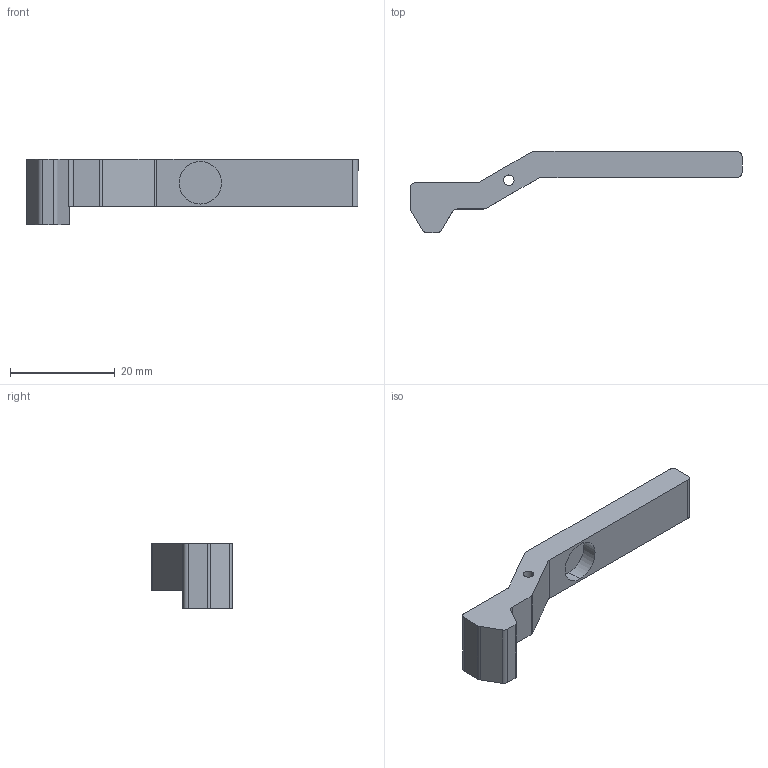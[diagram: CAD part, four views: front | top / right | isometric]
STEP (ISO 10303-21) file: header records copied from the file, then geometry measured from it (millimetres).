
FILE_DESCRIPTION (( 'STEP AP214' ), '1' );
FILE_NAME ('MS001-C.04.004JS.1.1 MS001-C揤裝.step', '2021-08-27T12:17:35', ( '' ), ( '' ), 'SwSTEP 2.0', 'SolidWorks 2016', '' );
FILE_SCHEMA (( 'AUTOMOTIVE_DESIGN' ));
Length unit declared in the file: millimetre
Products named in the file (1): MS001-C.04.004JS.1.1 MS001-C揤裝
Bounding box: 63.39 x 15.5 x 12.5 mm (x, y, z)
Volume: 3207.2 mm3; surface area: 2227.3 mm2
Topology: 1 solids, 1 shells, 33 faces, 90 edges, 60 vertices
Faces by surface type: cylinder 17, plane 16
Entity records: 1096 total; most frequent: DIRECTION 192, CARTESIAN_POINT 184, ORIENTED_EDGE 180, EDGE_CURVE 90, AXIS2_PLACEMENT_3D 68, VERTEX_POINT 60, VECTOR 56, LINE 56
